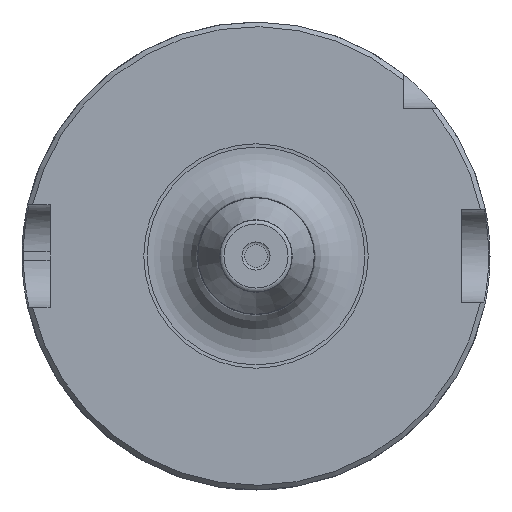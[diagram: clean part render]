
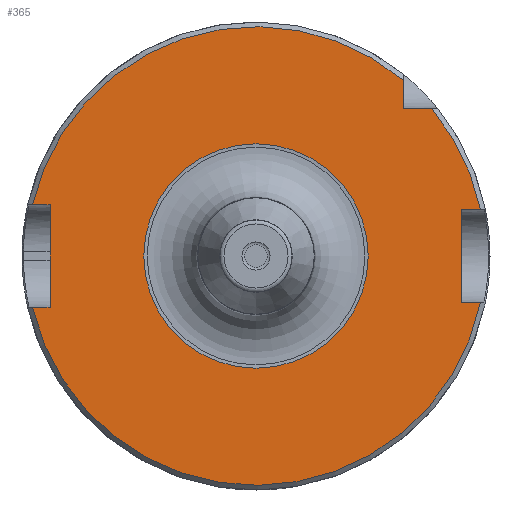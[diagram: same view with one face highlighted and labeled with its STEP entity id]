
A CAD part, left-side view. The second image highlights one B-rep face of the part: STEP entity #365.
In plain terms, the highlighted planar face has unit normal (-1, 0, 0).
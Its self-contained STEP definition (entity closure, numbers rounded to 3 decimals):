
#94=LINE('',#2394,#153);
#95=LINE('',#2396,#154);
#96=LINE('',#2398,#155);
#97=LINE('',#2402,#156);
#98=LINE('',#2404,#157);
#99=LINE('',#2406,#158);
#100=LINE('',#2407,#159);
#101=LINE('',#2409,#160);
#153=VECTOR('',#1705,1.);
#154=VECTOR('',#1706,1.);
#155=VECTOR('',#1707,1.);
#156=VECTOR('',#1710,1.);
#157=VECTOR('',#1711,1.);
#158=VECTOR('',#1712,1.);
#159=VECTOR('',#1713,1.);
#160=VECTOR('',#1714,1.);
#365=ADVANCED_FACE('',(#468,#469),#437,.F.);
#437=PLANE('',#1489);
#468=FACE_BOUND('',#542,.T.);
#469=FACE_BOUND('',#543,.T.);
#542=EDGE_LOOP('',(#728,#729,#730,#731,#732,#733,#734,#735,#736,#737,#738));
#543=EDGE_LOOP('',(#739));
#728=ORIENTED_EDGE('',*,*,#1243,.F.);
#729=ORIENTED_EDGE('',*,*,#1244,.F.);
#730=ORIENTED_EDGE('',*,*,#1245,.F.);
#731=ORIENTED_EDGE('',*,*,#1246,.T.);
#732=ORIENTED_EDGE('',*,*,#1247,.F.);
#733=ORIENTED_EDGE('',*,*,#1248,.F.);
#734=ORIENTED_EDGE('',*,*,#1249,.F.);
#735=ORIENTED_EDGE('',*,*,#1173,.T.);
#736=ORIENTED_EDGE('',*,*,#1250,.F.);
#737=ORIENTED_EDGE('',*,*,#1251,.F.);
#738=ORIENTED_EDGE('',*,*,#1177,.T.);
#739=ORIENTED_EDGE('',*,*,#1252,.F.);
#1031=VERTEX_POINT('',#1980);
#1034=VERTEX_POINT('',#1992);
#1038=VERTEX_POINT('',#2007);
#1039=VERTEX_POINT('',#2009);
#1088=VERTEX_POINT('',#2395);
#1089=VERTEX_POINT('',#2397);
#1090=VERTEX_POINT('',#2399);
#1091=VERTEX_POINT('',#2401);
#1092=VERTEX_POINT('',#2403);
#1093=VERTEX_POINT('',#2405);
#1094=VERTEX_POINT('',#2408);
#1095=VERTEX_POINT('',#2411);
#1173=EDGE_CURVE('',#1031,#1034,#1366,.T.);
#1177=EDGE_CURVE('',#1039,#1038,#1368,.T.);
#1243=EDGE_CURVE('',#1088,#1038,#94,.T.);
#1244=EDGE_CURVE('',#1089,#1088,#95,.T.);
#1245=EDGE_CURVE('',#1090,#1089,#96,.T.);
#1246=EDGE_CURVE('',#1090,#1091,#1388,.T.);
#1247=EDGE_CURVE('',#1092,#1091,#97,.T.);
#1248=EDGE_CURVE('',#1093,#1092,#98,.T.);
#1249=EDGE_CURVE('',#1031,#1093,#99,.T.);
#1250=EDGE_CURVE('',#1094,#1034,#100,.T.);
#1251=EDGE_CURVE('',#1039,#1094,#101,.T.);
#1252=EDGE_CURVE('',#1095,#1095,#1389,.T.);
#1366=CIRCLE('',#1447,49.);
#1368=CIRCLE('',#1450,49.);
#1388=CIRCLE('',#1487,49.);
#1389=CIRCLE('',#1488,23.98);
#1447=AXIS2_PLACEMENT_3D('',#1993,#1609,#1610);
#1450=AXIS2_PLACEMENT_3D('',#2008,#1615,#1616);
#1487=AXIS2_PLACEMENT_3D('',#2400,#1708,#1709);
#1488=AXIS2_PLACEMENT_3D('',#2410,#1715,#1716);
#1489=AXIS2_PLACEMENT_3D('',#2412,#1717,#1718);
#1609=DIRECTION('',(-1.,0.,0.));
#1610=DIRECTION('',(0.,0.,-1.));
#1615=DIRECTION('',(-1.,0.,0.));
#1616=DIRECTION('',(0.,0.,-1.));
#1705=DIRECTION('',(0.,1.,0.));
#1706=DIRECTION('',(0.,0.,1.));
#1707=DIRECTION('',(0.,-1.,0.));
#1708=DIRECTION('',(-1.,0.,0.));
#1709=DIRECTION('',(0.,0.,-1.));
#1710=DIRECTION('',(0.,-1.,0.));
#1711=DIRECTION('',(0.,0.,-1.));
#1712=DIRECTION('',(0.,1.,0.));
#1713=DIRECTION('',(0.,-1.,0.));
#1714=DIRECTION('',(0.,0.,-1.));
#1715=DIRECTION('',(-1.,0.,0.));
#1716=DIRECTION('',(0.,0.,1.));
#1717=DIRECTION('',(1.,0.,0.));
#1718=DIRECTION('',(0.,0.,-1.));
#1980=CARTESIAN_POINT('',(51.,-47.969,10.));
#1992=CARTESIAN_POINT('',(51.,-37.533,31.5));
#1993=CARTESIAN_POINT('',(51.,0.,0.));
#2007=CARTESIAN_POINT('',(51.,47.749,11.));
#2008=CARTESIAN_POINT('',(51.,0.,0.));
#2009=CARTESIAN_POINT('',(51.,-31.5,37.533));
#2394=CARTESIAN_POINT('',(51.,60.5,11.));
#2395=CARTESIAN_POINT('',(51.,44.,11.));
#2396=CARTESIAN_POINT('',(51.,44.,-1.));
#2397=CARTESIAN_POINT('',(51.,44.,-11.));
#2398=CARTESIAN_POINT('',(51.,60.5,-11.));
#2399=CARTESIAN_POINT('',(51.,47.749,-11.));
#2400=CARTESIAN_POINT('',(51.,0.,0.));
#2401=CARTESIAN_POINT('',(51.,-47.969,-10.));
#2402=CARTESIAN_POINT('',(51.,-60.5,-10.));
#2403=CARTESIAN_POINT('',(51.,-44.,-10.));
#2404=CARTESIAN_POINT('',(51.,-44.,0.));
#2405=CARTESIAN_POINT('',(51.,-44.,10.));
#2406=CARTESIAN_POINT('',(51.,-60.5,10.));
#2407=CARTESIAN_POINT('',(51.,-60.5,31.5));
#2408=CARTESIAN_POINT('',(51.,-31.5,31.5));
#2409=CARTESIAN_POINT('',(51.,-31.5,41.5));
#2410=CARTESIAN_POINT('',(51.,0.,0.));
#2411=CARTESIAN_POINT('',(51.,0.,23.98));
#2412=CARTESIAN_POINT('',(51.,0.,45.85));
